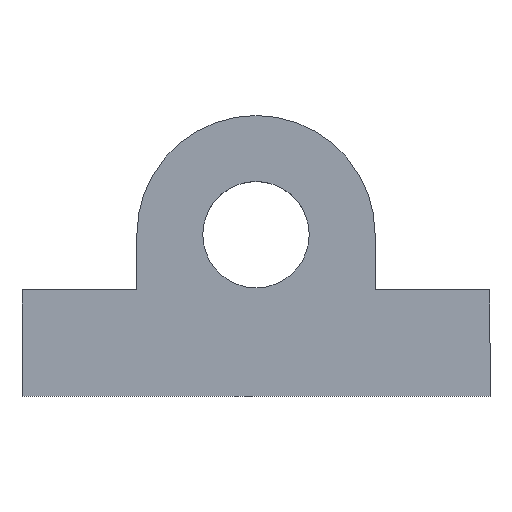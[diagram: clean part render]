
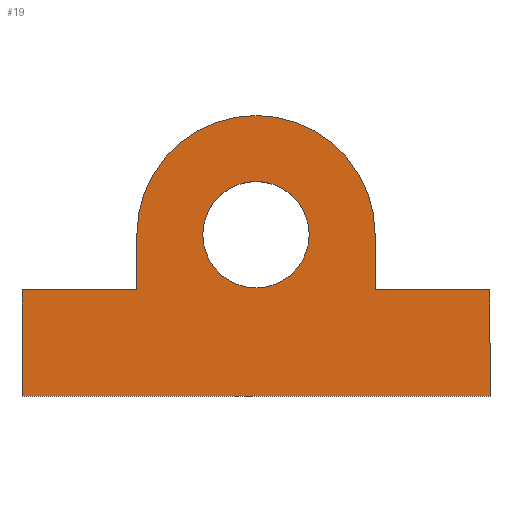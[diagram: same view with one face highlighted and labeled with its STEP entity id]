
A CAD part, top view. The second image highlights one B-rep face of the part: STEP entity #19.
In plain terms, the highlighted planar face has unit normal (0, 0, 1).
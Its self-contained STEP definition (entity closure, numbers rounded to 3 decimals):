
#12 = CARTESIAN_POINT ( 'NONE',  ( -28., 25., 11. ) ) ;
#15 = VECTOR ( 'NONE', #165, 1000. ) ;
#16 = VERTEX_POINT ( 'NONE', #228 ) ;
#18 = VERTEX_POINT ( 'NONE', #434 ) ;
#19 = ADVANCED_FACE ( 'NONE', ( #250, #45 ), #56, .F. ) ;
#20 = CARTESIAN_POINT ( 'NONE',  ( 55., 25., 11. ) ) ;
#23 = ORIENTED_EDGE ( 'NONE', *, *, #86, .T. ) ;
#27 = DIRECTION ( 'NONE',  ( -1., 0., 0. ) ) ;
#44 = VERTEX_POINT ( 'NONE', #20 ) ;
#45 = FACE_BOUND ( 'NONE', #72, .T. ) ;
#46 = DIRECTION ( 'NONE',  ( 1., 0., 0. ) ) ;
#48 = EDGE_CURVE ( 'NONE', #389, #16, #425, .T. ) ;
#56 = PLANE ( 'NONE',  #340 ) ;
#59 = LINE ( 'NONE', #412, #432 ) ;
#60 = CARTESIAN_POINT ( 'NONE',  ( 0., 38., 11. ) ) ;
#61 = EDGE_LOOP ( 'NONE', ( #216, #246, #23, #408, #190, #336, #197, #80 ) ) ;
#67 = CARTESIAN_POINT ( 'NONE',  ( 28., 38., 11. ) ) ;
#69 = CARTESIAN_POINT ( 'NONE',  ( 28., 25., 11. ) ) ;
#72 = EDGE_LOOP ( 'NONE', ( #125, #379 ) ) ;
#78 = VERTEX_POINT ( 'NONE', #67 ) ;
#80 = ORIENTED_EDGE ( 'NONE', *, *, #48, .T. ) ;
#85 = LINE ( 'NONE', #343, #148 ) ;
#86 = EDGE_CURVE ( 'NONE', #115, #44, #89, .T. ) ;
#89 = LINE ( 'NONE', #373, #256 ) ;
#98 = CARTESIAN_POINT ( 'NONE',  ( 0., 38., 11. ) ) ;
#103 = CARTESIAN_POINT ( 'NONE',  ( -12.5, 38., 11. ) ) ;
#104 = CARTESIAN_POINT ( 'NONE',  ( -28., 25., 11. ) ) ;
#110 = DIRECTION ( 'NONE',  ( 1., 0., 0. ) ) ;
#115 = VERTEX_POINT ( 'NONE', #258 ) ;
#116 = EDGE_CURVE ( 'NONE', #78, #218, #384, .T. ) ;
#125 = ORIENTED_EDGE ( 'NONE', *, *, #430, .F. ) ;
#127 = EDGE_CURVE ( 'NONE', #325, #78, #407, .T. ) ;
#148 = VECTOR ( 'NONE', #110, 1000. ) ;
#149 = VERTEX_POINT ( 'NONE', #103 ) ;
#161 = VECTOR ( 'NONE', #309, 1000. ) ;
#165 = DIRECTION ( 'NONE',  ( 0., 1., 0. ) ) ;
#171 = AXIS2_PLACEMENT_3D ( 'NONE', #244, #422, #46 ) ;
#179 = DIRECTION ( 'NONE',  ( 0., 0., 1. ) ) ;
#181 = CIRCLE ( 'NONE', #236, 12.5 ) ;
#185 = DIRECTION ( 'NONE',  ( -1., 0., 0. ) ) ;
#190 = ORIENTED_EDGE ( 'NONE', *, *, #127, .T. ) ;
#197 = ORIENTED_EDGE ( 'NONE', *, *, #253, .T. ) ;
#208 = DIRECTION ( 'NONE',  ( -1., 0., 0. ) ) ;
#210 = EDGE_CURVE ( 'NONE', #18, #115, #85, .T. ) ;
#216 = ORIENTED_EDGE ( 'NONE', *, *, #440, .T. ) ;
#218 = VERTEX_POINT ( 'NONE', #303 ) ;
#219 = AXIS2_PLACEMENT_3D ( 'NONE', #98, #441, #27 ) ;
#228 = CARTESIAN_POINT ( 'NONE',  ( -55., 25., 11. ) ) ;
#231 = EDGE_CURVE ( 'NONE', #393, #149, #181, .T. ) ;
#236 = AXIS2_PLACEMENT_3D ( 'NONE', #411, #179, #417 ) ;
#241 = LINE ( 'NONE', #421, #330 ) ;
#244 = CARTESIAN_POINT ( 'NONE',  ( 0., 38., 11. ) ) ;
#246 = ORIENTED_EDGE ( 'NONE', *, *, #210, .T. ) ;
#250 = FACE_OUTER_BOUND ( 'NONE', #61, .T. ) ;
#251 = CIRCLE ( 'NONE', #171, 12.5 ) ;
#253 = EDGE_CURVE ( 'NONE', #218, #389, #442, .T. ) ;
#256 = VECTOR ( 'NONE', #370, 1000. ) ;
#258 = CARTESIAN_POINT ( 'NONE',  ( 55., 0., 11. ) ) ;
#270 = EDGE_CURVE ( 'NONE', #44, #325, #59, .T. ) ;
#282 = CARTESIAN_POINT ( 'NONE',  ( 12.5, 38., 11. ) ) ;
#291 = DIRECTION ( 'NONE',  ( 0., 0., -1. ) ) ;
#303 = CARTESIAN_POINT ( 'NONE',  ( -28., 38., 11. ) ) ;
#309 = DIRECTION ( 'NONE',  ( 0., -1., 0. ) ) ;
#321 = CARTESIAN_POINT ( 'NONE',  ( -55., 25., 11. ) ) ;
#325 = VERTEX_POINT ( 'NONE', #352 ) ;
#330 = VECTOR ( 'NONE', #387, 1000. ) ;
#336 = ORIENTED_EDGE ( 'NONE', *, *, #116, .T. ) ;
#340 = AXIS2_PLACEMENT_3D ( 'NONE', #60, #291, #185 ) ;
#343 = CARTESIAN_POINT ( 'NONE',  ( -55., 0., 11. ) ) ;
#352 = CARTESIAN_POINT ( 'NONE',  ( 28., 25., 11. ) ) ;
#364 = VECTOR ( 'NONE', #431, 1000. ) ;
#370 = DIRECTION ( 'NONE',  ( 0., 1., 0. ) ) ;
#373 = CARTESIAN_POINT ( 'NONE',  ( 55., 0., 11. ) ) ;
#379 = ORIENTED_EDGE ( 'NONE', *, *, #231, .F. ) ;
#384 = CIRCLE ( 'NONE', #219, 28. ) ;
#387 = DIRECTION ( 'NONE',  ( 0., -1., 0. ) ) ;
#389 = VERTEX_POINT ( 'NONE', #12 ) ;
#393 = VERTEX_POINT ( 'NONE', #282 ) ;
#407 = LINE ( 'NONE', #69, #15 ) ;
#408 = ORIENTED_EDGE ( 'NONE', *, *, #270, .T. ) ;
#411 = CARTESIAN_POINT ( 'NONE',  ( 0., 38., 11. ) ) ;
#412 = CARTESIAN_POINT ( 'NONE',  ( 28., 25., 11. ) ) ;
#417 = DIRECTION ( 'NONE',  ( 1., 0., 0. ) ) ;
#421 = CARTESIAN_POINT ( 'NONE',  ( -55., 0., 11. ) ) ;
#422 = DIRECTION ( 'NONE',  ( 0., 0., 1. ) ) ;
#425 = LINE ( 'NONE', #321, #364 ) ;
#430 = EDGE_CURVE ( 'NONE', #149, #393, #251, .T. ) ;
#431 = DIRECTION ( 'NONE',  ( -1., 0., 0. ) ) ;
#432 = VECTOR ( 'NONE', #208, 1000. ) ;
#434 = CARTESIAN_POINT ( 'NONE',  ( -55., 0., 11. ) ) ;
#440 = EDGE_CURVE ( 'NONE', #16, #18, #241, .T. ) ;
#441 = DIRECTION ( 'NONE',  ( 0., 0., 1. ) ) ;
#442 = LINE ( 'NONE', #104, #161 ) ;
